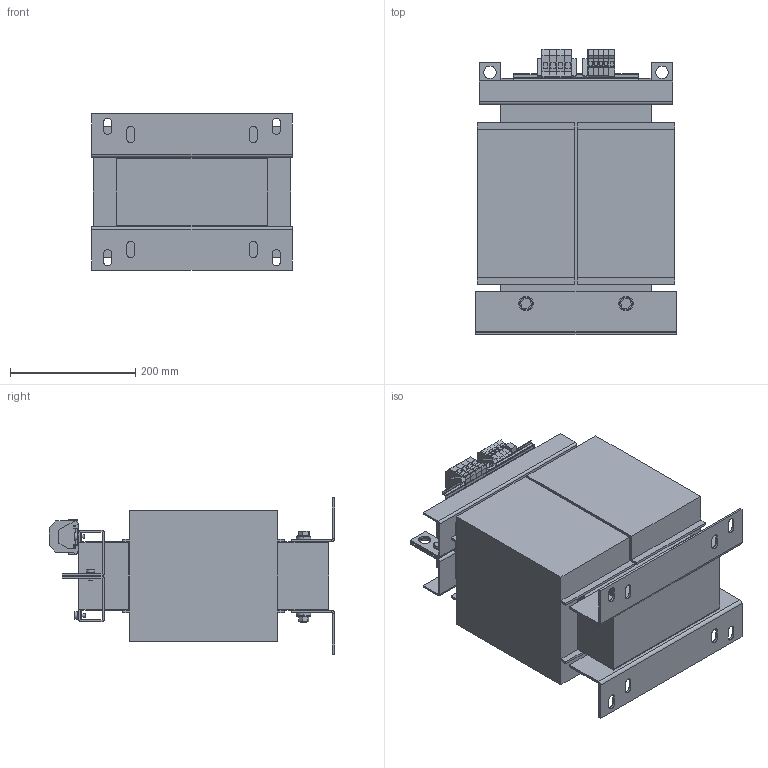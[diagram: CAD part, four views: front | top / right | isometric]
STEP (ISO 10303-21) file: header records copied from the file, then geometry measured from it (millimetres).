
FILE_DESCRIPTION (( 'STEP AP214' ), '1' );
FILE_NAME ('305479.STEP', '2020-10-08T05:06:46', ( '' ), ( '' ), 'SwSTEP 2.0', 'SolidWorks 2018', '' );
FILE_SCHEMA (( 'AUTOMOTIVE_DESIGN' ));
Length unit declared in the file: millimetre
Products named in the file (1): 305479
Bounding box: 320 x 457.1 x 250 mm (x, y, z)
Volume: 20798599.4 mm3; surface area: 857468.7 mm2
Topology: 1 solids, 1 shells, 865 faces, 2115 edges, 1308 vertices
Faces by surface type: plane 676, cylinder 181, cone 4, torus 4
Entity records: 25035 total; most frequent: CARTESIAN_POINT 4393, ORIENTED_EDGE 4230, DIRECTION 4207, EDGE_CURVE 2115, VECTOR 1723, LINE 1723, VERTEX_POINT 1308, AXIS2_PLACEMENT_3D 1242
